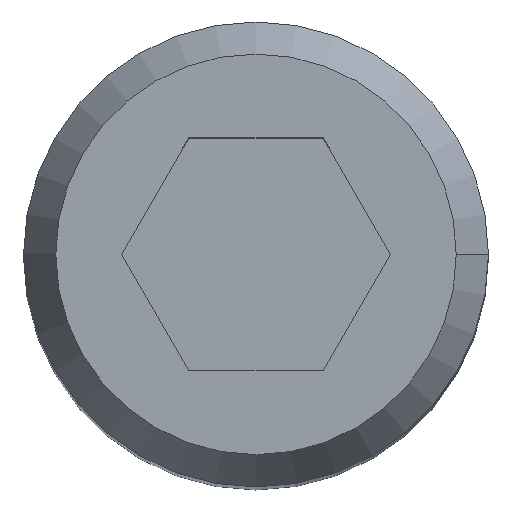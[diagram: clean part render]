
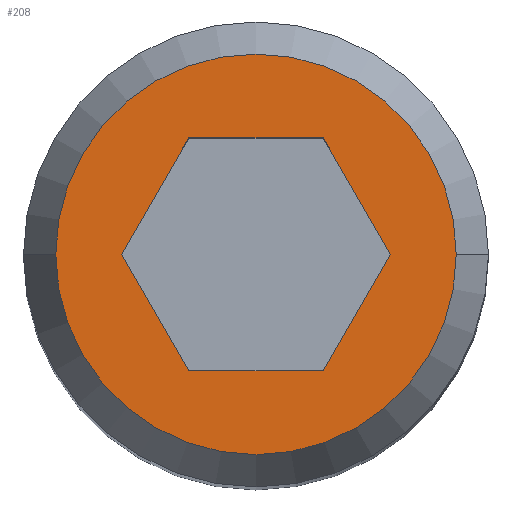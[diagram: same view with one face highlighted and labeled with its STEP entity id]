
A CAD part, top view. The second image highlights one B-rep face of the part: STEP entity #208.
In plain terms, the highlighted planar face has unit normal (0, 0, 1).
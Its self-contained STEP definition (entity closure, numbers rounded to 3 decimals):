
#116=EDGE_CURVE('',#268,#256,#300,.T.);
#122=EDGE_CURVE('',#150,#148,#306,.T.);
#142=EDGE_CURVE('',#148,#188,#329,.T.);
#148=VERTEX_POINT('',#336);
#150=VERTEX_POINT('',#338);
#152=VERTEX_POINT('',#340);
#172=EDGE_CURVE('',#152,#150,#362,.T.);
#184=EDGE_CURVE('',#188,#242,#374,.T.);
#188=VERTEX_POINT('',#378);
#208=ADVANCED_FACE('',(#399,#400),#401,.T.);
#218=EDGE_CURVE('',#256,#268,#413,.T.);
#220=EDGE_CURVE('',#242,#262,#415,.T.);
#242=VERTEX_POINT('',#442);
#256=VERTEX_POINT('',#458);
#258=EDGE_CURVE('',#262,#152,#460,.T.);
#262=VERTEX_POINT('',#464);
#268=VERTEX_POINT('',#470);
#300=CIRCLE('',#493,2.735);
#306=LINE('',#501,#502);
#329=LINE('',#536,#537);
#336=CARTESIAN_POINT('',(0.918,1.59,30.16));
#338=CARTESIAN_POINT('',(-0.918,1.59,30.16));
#340=CARTESIAN_POINT('',(-1.836,0.,30.16));
#362=LINE('',#579,#580);
#374=LINE('',#600,#601);
#378=CARTESIAN_POINT('',(1.836,0.,30.16));
#399=FACE_BOUND('',#632,.T.);
#400=FACE_OUTER_BOUND('',#633,.T.);
#401=PLANE('',#634);
#413=CIRCLE('',#649,2.735);
#415=LINE('',#652,#653);
#442=CARTESIAN_POINT('',(0.918,-1.59,30.16));
#458=CARTESIAN_POINT('',(2.735,0.,30.16));
#460=LINE('',#713,#714);
#464=CARTESIAN_POINT('',(-0.918,-1.59,30.16));
#470=CARTESIAN_POINT('',(-2.735,0.,30.16));
#493=AXIS2_PLACEMENT_3D('',#755,#756,#757);
#501=CARTESIAN_POINT('',(0.684,1.59,30.16));
#502=VECTOR('',#761,1.0);
#536=CARTESIAN_POINT('',(1.777,0.101,30.16));
#537=VECTOR('',#796,1.0);
#579=CARTESIAN_POINT('',(-0.977,1.489,30.16));
#580=VECTOR('',#828,1.0);
#600=CARTESIAN_POINT('',(1.318,-0.896,30.16));
#601=VECTOR('',#835,1.0);
#632=EDGE_LOOP('',(#853,#854,#855,#856,#857,#858));
#633=EDGE_LOOP('',(#859,#860));
#634=AXIS2_PLACEMENT_3D('',#861,#862,#863);
#649=AXIS2_PLACEMENT_3D('',#881,#882,#883);
#652=CARTESIAN_POINT('',(0.225,-1.59,30.16));
#653=VECTOR('',#884,1.0);
#713=CARTESIAN_POINT('',(-1.436,-0.694,30.16));
#714=VECTOR('',#943,1.0);
#755=CARTESIAN_POINT('',(0.,0.0,30.16));
#756=DIRECTION('',(0.,0.0,1.0));
#757=DIRECTION('',(1.0,0.,0.));
#761=DIRECTION('',(1.0,0.,0.));
#796=DIRECTION('',(0.5,-0.866,0.));
#828=DIRECTION('',(0.5,0.866,0.));
#835=DIRECTION('',(-0.5,-0.866,0.));
#853=ORIENTED_EDGE('',*,*,#172,.T.);
#854=ORIENTED_EDGE('',*,*,#122,.T.);
#855=ORIENTED_EDGE('',*,*,#142,.T.);
#856=ORIENTED_EDGE('',*,*,#184,.T.);
#857=ORIENTED_EDGE('',*,*,#220,.T.);
#858=ORIENTED_EDGE('',*,*,#258,.T.);
#859=ORIENTED_EDGE('',*,*,#218,.T.);
#860=ORIENTED_EDGE('',*,*,#116,.T.);
#861=CARTESIAN_POINT('',(1.368,0.,30.16));
#862=DIRECTION('',(0.,0.,1.0));
#863=DIRECTION('',(1.0,0.,0.));
#881=CARTESIAN_POINT('',(0.,0.0,30.16));
#882=DIRECTION('',(0.,0.0,1.0));
#883=DIRECTION('',(1.0,0.,0.));
#884=DIRECTION('',(-1.0,0.,0.));
#943=DIRECTION('',(-0.5,0.866,0.));
